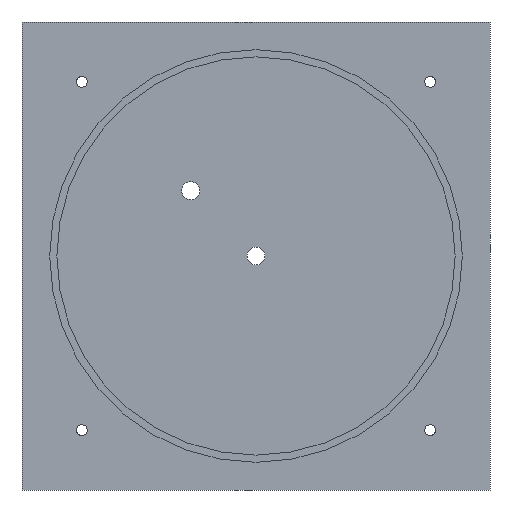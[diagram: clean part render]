
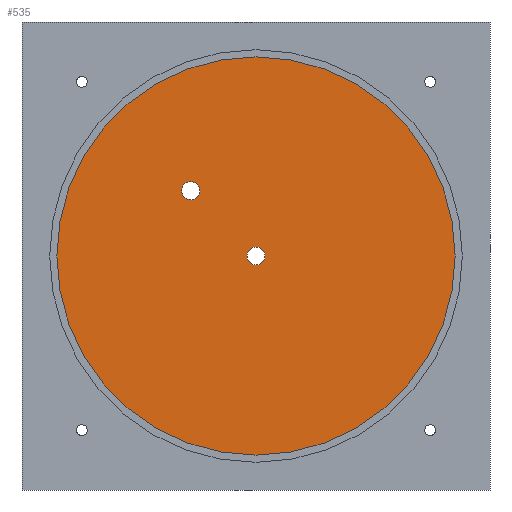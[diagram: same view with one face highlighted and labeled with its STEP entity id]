
A CAD part, front view. The second image highlights one B-rep face of the part: STEP entity #535.
In plain terms, the highlighted planar face has unit normal (0, -1, 0).
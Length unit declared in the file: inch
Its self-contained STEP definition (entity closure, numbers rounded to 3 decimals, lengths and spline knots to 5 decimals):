
#4 = EDGE_LOOP ( 'NONE', ( #178, #567 ) ) ;
#11 = CIRCLE ( 'NONE', #60, 0.219 ) ;
#13 = AXIS2_PLACEMENT_3D ( 'NONE', #452, #516, #119 ) ;
#37 = ORIENTED_EDGE ( 'NONE', *, *, #652, .T. ) ;
#60 = AXIS2_PLACEMENT_3D ( 'NONE', #359, #497, #92 ) ;
#63 = VERTEX_POINT ( 'NONE', #135 ) ;
#69 = EDGE_CURVE ( 'NONE', #207, #574, #220, .T. ) ;
#70 = AXIS2_PLACEMENT_3D ( 'NONE', #77, #410, #486 ) ;
#77 = CARTESIAN_POINT ( 'NONE',  ( 0., 0., 0. ) ) ;
#92 = DIRECTION ( 'NONE',  ( 0., 0., 1. ) ) ;
#118 = VERTEX_POINT ( 'NONE', #536 ) ;
#119 = DIRECTION ( 'NONE',  ( 0., 0., 1. ) ) ;
#122 = PLANE ( 'NONE',  #625 ) ;
#129 = CIRCLE ( 'NONE', #13, 0.219 ) ;
#135 = CARTESIAN_POINT ( 'NONE',  ( -1.59099, 0., 1.37199 ) ) ;
#137 = FACE_BOUND ( 'NONE', #797, .T. ) ;
#173 = CIRCLE ( 'NONE', #726, 4.85 ) ;
#178 = ORIENTED_EDGE ( 'NONE', *, *, #480, .T. ) ;
#183 = EDGE_CURVE ( 'NONE', #343, #118, #729, .T. ) ;
#204 = CARTESIAN_POINT ( 'NONE',  ( -1.59099, 0., 1.80999 ) ) ;
#207 = VERTEX_POINT ( 'NONE', #420 ) ;
#220 = CIRCLE ( 'NONE', #70, 0.219 ) ;
#239 = DIRECTION ( 'NONE',  ( 0., 0., -1. ) ) ;
#258 = EDGE_LOOP ( 'NONE', ( #639, #280 ) ) ;
#270 = VERTEX_POINT ( 'NONE', #204 ) ;
#280 = ORIENTED_EDGE ( 'NONE', *, *, #183, .T. ) ;
#285 = DIRECTION ( 'NONE',  ( 0., -1., 0. ) ) ;
#316 = CARTESIAN_POINT ( 'NONE',  ( 0., 0., 0. ) ) ;
#318 = DIRECTION ( 'NONE',  ( 0., 0., -1. ) ) ;
#343 = VERTEX_POINT ( 'NONE', #370 ) ;
#359 = CARTESIAN_POINT ( 'NONE',  ( 0., 0., 0. ) ) ;
#370 = CARTESIAN_POINT ( 'NONE',  ( 0., 0., 4.85 ) ) ;
#385 = CARTESIAN_POINT ( 'NONE',  ( -1.59099, 0., 1.59099 ) ) ;
#410 = DIRECTION ( 'NONE',  ( 0., 1., 0. ) ) ;
#411 = AXIS2_PLACEMENT_3D ( 'NONE', #385, #696, #825 ) ;
#420 = CARTESIAN_POINT ( 'NONE',  ( 0., 0., 0.219 ) ) ;
#452 = CARTESIAN_POINT ( 'NONE',  ( -1.59099, 0., 1.59099 ) ) ;
#461 = DIRECTION ( 'NONE',  ( 0., -1., 0. ) ) ;
#475 = EDGE_CURVE ( 'NONE', #118, #343, #173, .T. ) ;
#480 = EDGE_CURVE ( 'NONE', #270, #63, #129, .T. ) ;
#486 = DIRECTION ( 'NONE',  ( 0., 0., 1. ) ) ;
#489 = DIRECTION ( 'NONE',  ( 0., 0., -1. ) ) ;
#495 = FACE_OUTER_BOUND ( 'NONE', #258, .T. ) ;
#497 = DIRECTION ( 'NONE',  ( 0., 1., 0. ) ) ;
#513 = EDGE_CURVE ( 'NONE', #63, #270, #521, .T. ) ;
#516 = DIRECTION ( 'NONE',  ( 0., 1., 0. ) ) ;
#521 = CIRCLE ( 'NONE', #411, 0.219 ) ;
#535 = ADVANCED_FACE ( 'NONE', ( #137, #832, #495 ), #122, .T. ) ;
#536 = CARTESIAN_POINT ( 'NONE',  ( 0., 0., -4.85 ) ) ;
#567 = ORIENTED_EDGE ( 'NONE', *, *, #513, .T. ) ;
#574 = VERTEX_POINT ( 'NONE', #691 ) ;
#580 = DIRECTION ( 'NONE',  ( 0., -1., 0. ) ) ;
#618 = AXIS2_PLACEMENT_3D ( 'NONE', #672, #285, #489 ) ;
#625 = AXIS2_PLACEMENT_3D ( 'NONE', #316, #580, #239 ) ;
#639 = ORIENTED_EDGE ( 'NONE', *, *, #475, .T. ) ;
#652 = EDGE_CURVE ( 'NONE', #574, #207, #11, .T. ) ;
#672 = CARTESIAN_POINT ( 'NONE',  ( 0., 0., 0. ) ) ;
#691 = CARTESIAN_POINT ( 'NONE',  ( 0., 0., -0.219 ) ) ;
#696 = DIRECTION ( 'NONE',  ( 0., 1., 0. ) ) ;
#702 = CARTESIAN_POINT ( 'NONE',  ( 0., 0., 0. ) ) ;
#726 = AXIS2_PLACEMENT_3D ( 'NONE', #702, #461, #318 ) ;
#729 = CIRCLE ( 'NONE', #618, 4.85 ) ;
#739 = ORIENTED_EDGE ( 'NONE', *, *, #69, .T. ) ;
#797 = EDGE_LOOP ( 'NONE', ( #739, #37 ) ) ;
#825 = DIRECTION ( 'NONE',  ( 0., 0., 1. ) ) ;
#832 = FACE_BOUND ( 'NONE', #4, .T. ) ;
